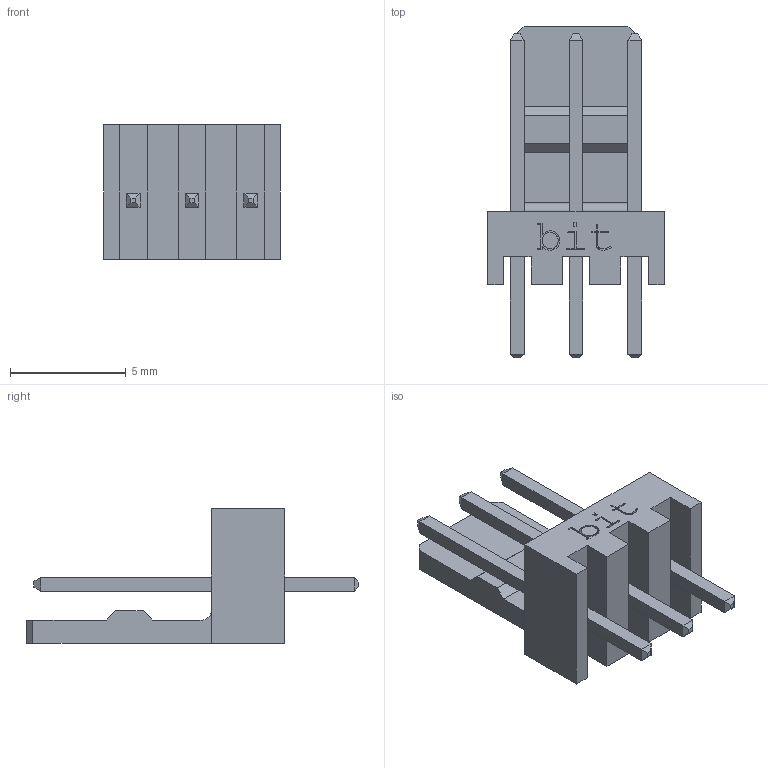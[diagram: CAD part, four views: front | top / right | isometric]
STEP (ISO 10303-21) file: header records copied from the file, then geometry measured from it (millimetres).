
FILE_DESCRIPTION (( 'STEP AP214' ), '1' );
FILE_NAME ('molex-2.54-3pin.STEP', '2020-04-25T06:44:25', ( '' ), ( '' ), 'SwSTEP 2.0', 'SolidWorks 2013', '' );
FILE_SCHEMA (( 'AUTOMOTIVE_DESIGN' ));
Length unit declared in the file: millimetre
Products named in the file (3): Pieza3; molex-2.54-3pin; pin
Assembly tree (4 placements, depth 2):
  molex-2.54-3pin
    Pieza3
    pin  x3
Bounding box: 7.62 x 14.34 x 5.8 mm (x, y, z)
Volume: 171.6 mm3; surface area: 423 mm2
Topology: 4 solids, 4 shells, 145 faces, 372 edges, 240 vertices
Faces by surface type: plane 113, bspline 31, cylinder 1
Entity records: 4844 total; most frequent: CARTESIAN_POINT 1983, ORIENTED_EDGE 632, DIRECTION 442, EDGE_CURVE 316, LINE 252, VECTOR 252, VERTEX_POINT 208, EDGE_LOOP 128
